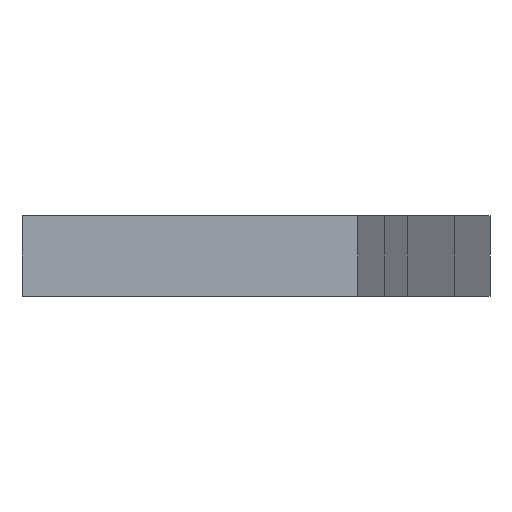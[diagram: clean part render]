
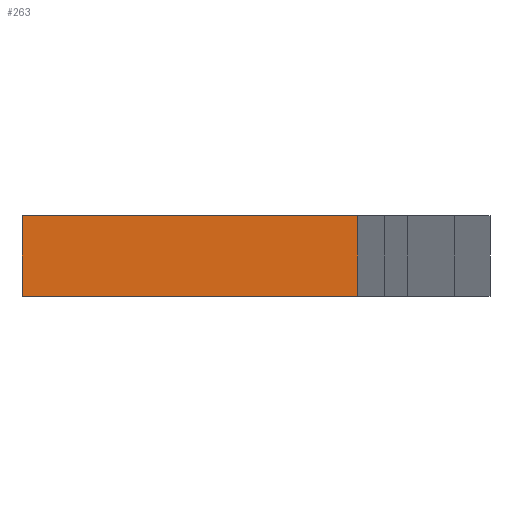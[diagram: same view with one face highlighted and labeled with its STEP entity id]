
A CAD part, left-side view. The second image highlights one B-rep face of the part: STEP entity #263.
In plain terms, the highlighted free-form (B-spline) face has degree [3, 3] with [4, 4] control points.
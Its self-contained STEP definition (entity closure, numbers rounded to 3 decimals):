
#35=FACE_OUTER_BOUND('',#47,.T.);
#47=EDGE_LOOP('',(#203,#204,#205,#206));
#59=B_SPLINE_CURVE_WITH_KNOTS('',3,(#342,#343,#344,#345),.UNSPECIFIED.,
 .F.,.F.,(4,4),(0.,1.),.UNSPECIFIED.);
#60=B_SPLINE_CURVE_WITH_KNOTS('',3,(#347,#348,#349,#350),.UNSPECIFIED.,
 .F.,.F.,(4,4),(0.,1.),.UNSPECIFIED.);
#61=B_SPLINE_CURVE_WITH_KNOTS('',3,(#352,#353,#354,#355),.UNSPECIFIED.,
 .F.,.F.,(4,4),(-1.,0.),.UNSPECIFIED.);
#62=B_SPLINE_CURVE_WITH_KNOTS('',3,(#356,#357,#358,#359),.UNSPECIFIED.,
 .F.,.F.,(4,4),(-1.,0.),.UNSPECIFIED.);
#107=VERTEX_POINT('',#340);
#108=VERTEX_POINT('',#341);
#109=VERTEX_POINT('',#346);
#110=VERTEX_POINT('',#351);
#155=EDGE_CURVE('',#107,#108,#59,.T.);
#156=EDGE_CURVE('',#108,#109,#60,.T.);
#157=EDGE_CURVE('',#109,#110,#61,.T.);
#158=EDGE_CURVE('',#110,#107,#62,.T.);
#203=ORIENTED_EDGE('',*,*,#155,.T.);
#204=ORIENTED_EDGE('',*,*,#156,.T.);
#205=ORIENTED_EDGE('',*,*,#157,.T.);
#206=ORIENTED_EDGE('',*,*,#158,.T.);
#251=B_SPLINE_SURFACE_WITH_KNOTS('',3,3,((#324,#325,#326,#327),(#328,#329,
#330,#331),(#332,#333,#334,#335),(#336,#337,#338,#339)),.UNSPECIFIED.,.F.,
 .F.,.F.,(4,4),(4,4),(0.,1.),(0.,1.),.UNSPECIFIED.);
#263=ADVANCED_FACE('',(#35),#251,.T.);
#324=CARTESIAN_POINT('Ctrl Pts',(3750.,2500.,600.));
#325=CARTESIAN_POINT('Ctrl Pts',(3750.,1666.667,600.));
#326=CARTESIAN_POINT('Ctrl Pts',(3750.,833.333,600.));
#327=CARTESIAN_POINT('Ctrl Pts',(3750.,0.,600.));
#328=CARTESIAN_POINT('Ctrl Pts',(3750.,2500.,400.));
#329=CARTESIAN_POINT('Ctrl Pts',(3750.,1666.667,400.));
#330=CARTESIAN_POINT('Ctrl Pts',(3750.,833.333,400.));
#331=CARTESIAN_POINT('Ctrl Pts',(3750.,0.,400.));
#332=CARTESIAN_POINT('Ctrl Pts',(3750.,2500.,200.));
#333=CARTESIAN_POINT('Ctrl Pts',(3750.,1666.667,200.));
#334=CARTESIAN_POINT('Ctrl Pts',(3750.,833.333,200.));
#335=CARTESIAN_POINT('Ctrl Pts',(3750.,0.,200.));
#336=CARTESIAN_POINT('Ctrl Pts',(3750.,2500.,0.));
#337=CARTESIAN_POINT('Ctrl Pts',(3750.,1666.667,0.));
#338=CARTESIAN_POINT('Ctrl Pts',(3750.,833.333,0.));
#339=CARTESIAN_POINT('Ctrl Pts',(3750.,0.,0.));
#340=CARTESIAN_POINT('',(3750.,2500.,600.));
#341=CARTESIAN_POINT('',(3750.,2500.,0.));
#342=CARTESIAN_POINT('Ctrl Pts',(3750.,2500.,600.));
#343=CARTESIAN_POINT('Ctrl Pts',(3750.,2500.,400.));
#344=CARTESIAN_POINT('Ctrl Pts',(3750.,2500.,200.));
#345=CARTESIAN_POINT('Ctrl Pts',(3750.,2500.,0.));
#346=CARTESIAN_POINT('',(3750.,0.,0.));
#347=CARTESIAN_POINT('Ctrl Pts',(3750.,2500.,0.));
#348=CARTESIAN_POINT('Ctrl Pts',(3750.,1666.667,0.));
#349=CARTESIAN_POINT('Ctrl Pts',(3750.,833.333,0.));
#350=CARTESIAN_POINT('Ctrl Pts',(3750.,0.,0.));
#351=CARTESIAN_POINT('',(3750.,0.,600.));
#352=CARTESIAN_POINT('Ctrl Pts',(3750.,0.,0.));
#353=CARTESIAN_POINT('Ctrl Pts',(3750.,0.,200.));
#354=CARTESIAN_POINT('Ctrl Pts',(3750.,0.,400.));
#355=CARTESIAN_POINT('Ctrl Pts',(3750.,0.,600.));
#356=CARTESIAN_POINT('Ctrl Pts',(3750.,0.,600.));
#357=CARTESIAN_POINT('Ctrl Pts',(3750.,833.333,600.));
#358=CARTESIAN_POINT('Ctrl Pts',(3750.,1666.667,600.));
#359=CARTESIAN_POINT('Ctrl Pts',(3750.,2500.,600.));
